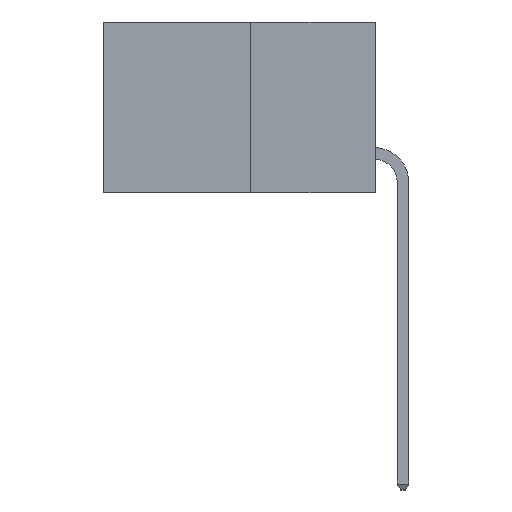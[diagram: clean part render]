
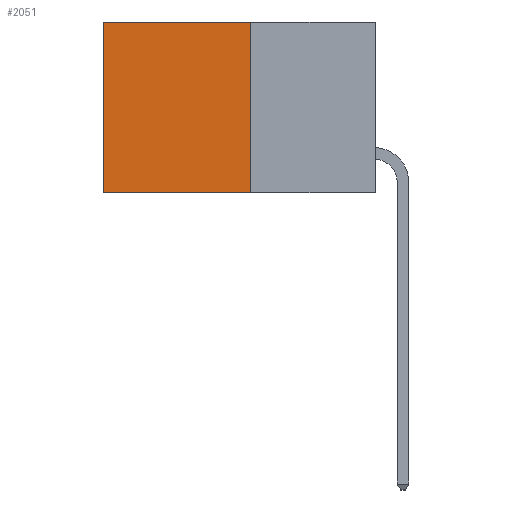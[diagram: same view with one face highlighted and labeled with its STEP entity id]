
A CAD part, left-side view. The second image highlights one B-rep face of the part: STEP entity #2051.
In plain terms, the highlighted planar face has unit normal (-1, 0, 0).
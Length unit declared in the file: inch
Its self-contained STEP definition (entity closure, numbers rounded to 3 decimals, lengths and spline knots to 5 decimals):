
#1303 = EDGE_CURVE ( 'NONE', #21390, #8257, #17387, .T. ) ;
#1963 = ORIENTED_EDGE ( 'NONE', *, *, #21874, .T. ) ;
#2051 = ADVANCED_FACE ( 'NONE', ( #24401 ), #24929, .F. ) ;
#2258 = VECTOR ( 'NONE', #18912, 39.37008 ) ;
#2283 = EDGE_CURVE ( 'NONE', #21390, #16555, #12874, .T. ) ;
#4264 = AXIS2_PLACEMENT_3D ( 'NONE', #4335, #9554, #9465 ) ;
#4335 = CARTESIAN_POINT ( 'NONE',  ( 0.277, 0.27, -0.37 ) ) ;
#4536 = DIRECTION ( 'NONE',  ( 0., 0., -1. ) ) ;
#5297 = CARTESIAN_POINT ( 'NONE',  ( 0.277, 0.59, -0.37 ) ) ;
#5729 = DIRECTION ( 'NONE',  ( 0., 1., 0. ) ) ;
#7353 = DIRECTION ( 'NONE',  ( 0., 0., -1. ) ) ;
#7484 = VECTOR ( 'NONE', #4536, 39.37008 ) ;
#8257 = VERTEX_POINT ( 'NONE', #18450 ) ;
#8607 = EDGE_CURVE ( 'NONE', #8257, #23300, #23790, .T. ) ;
#9424 = LINE ( 'NONE', #5297, #18654 ) ;
#9465 = DIRECTION ( 'NONE',  ( 0., 0., -1. ) ) ;
#9554 = DIRECTION ( 'NONE',  ( 1., 0., 0. ) ) ;
#9708 = EDGE_LOOP ( 'NONE', ( #1963, #25547, #14013, #24358 ) ) ;
#9904 = CARTESIAN_POINT ( 'NONE',  ( 0.277, 0.27, -0.37 ) ) ;
#11668 = CARTESIAN_POINT ( 'NONE',  ( 0.277, 0.27, -0.37 ) ) ;
#12874 = LINE ( 'NONE', #14954, #2258 ) ;
#13763 = CARTESIAN_POINT ( 'NONE',  ( 0.277, 0.27, 0. ) ) ;
#14013 = ORIENTED_EDGE ( 'NONE', *, *, #1303, .F. ) ;
#14954 = CARTESIAN_POINT ( 'NONE',  ( 0.277, 0.27, 0. ) ) ;
#15391 = CARTESIAN_POINT ( 'NONE',  ( 0.277, 0.59, -0.37 ) ) ;
#16555 = VERTEX_POINT ( 'NONE', #21116 ) ;
#17387 = LINE ( 'NONE', #9904, #7484 ) ;
#18450 = CARTESIAN_POINT ( 'NONE',  ( 0.277, 0.27, -0.37 ) ) ;
#18654 = VECTOR ( 'NONE', #7353, 39.37008 ) ;
#18912 = DIRECTION ( 'NONE',  ( 0., 1., 0. ) ) ;
#21116 = CARTESIAN_POINT ( 'NONE',  ( 0.277, 0.59, 0. ) ) ;
#21390 = VERTEX_POINT ( 'NONE', #13763 ) ;
#21874 = EDGE_CURVE ( 'NONE', #16555, #23300, #9424, .T. ) ;
#23194 = VECTOR ( 'NONE', #5729, 39.37008 ) ;
#23300 = VERTEX_POINT ( 'NONE', #15391 ) ;
#23790 = LINE ( 'NONE', #11668, #23194 ) ;
#24358 = ORIENTED_EDGE ( 'NONE', *, *, #2283, .T. ) ;
#24401 = FACE_OUTER_BOUND ( 'NONE', #9708, .T. ) ;
#24929 = PLANE ( 'NONE',  #4264 ) ;
#25547 = ORIENTED_EDGE ( 'NONE', *, *, #8607, .F. ) ;
